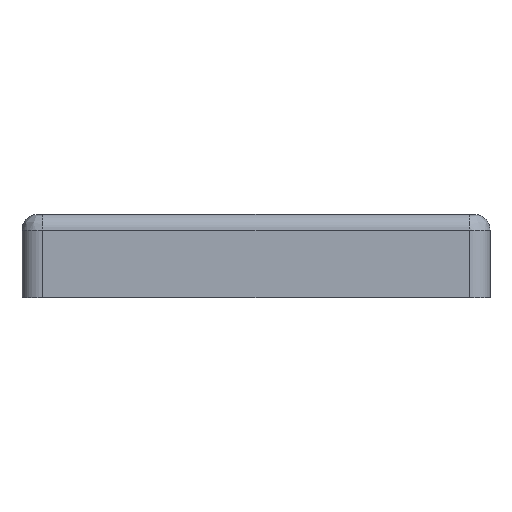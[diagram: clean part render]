
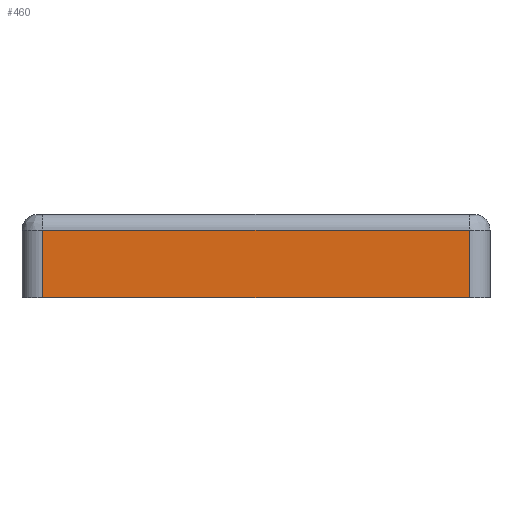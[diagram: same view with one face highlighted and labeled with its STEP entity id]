
A CAD part, front view. The second image highlights one B-rep face of the part: STEP entity #460.
In plain terms, the highlighted planar face has unit normal (0, -1, 0).
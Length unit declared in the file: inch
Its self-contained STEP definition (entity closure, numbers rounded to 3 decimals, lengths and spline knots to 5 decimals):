
#28 = VECTOR ( 'NONE', #7764, 39.37008 ) ;
#148 = CARTESIAN_POINT ( 'NONE',  ( -1.61417, -1.77165, 0.51181 ) ) ;
#295 = VERTEX_POINT ( 'NONE', #3698 ) ;
#460 = ADVANCED_FACE ( 'NONE', ( #3694 ), #920, .F. ) ;
#483 = CARTESIAN_POINT ( 'NONE',  ( -1.77165, -1.77165, 0.62992 ) ) ;
#920 = PLANE ( 'NONE',  #10699 ) ;
#1167 = EDGE_CURVE ( 'NONE', #8953, #295, #2293, .T. ) ;
#1792 = DIRECTION ( 'NONE',  ( 0., 0., -1. ) ) ;
#2293 = LINE ( 'NONE', #3421, #6714 ) ;
#2817 = CARTESIAN_POINT ( 'NONE',  ( -1.77165, -1.77165, 0. ) ) ;
#2871 = VECTOR ( 'NONE', #1792, 39.37008 ) ;
#3128 = LINE ( 'NONE', #7599, #2871 ) ;
#3311 = EDGE_CURVE ( 'NONE', #5507, #8953, #9279, .T. ) ;
#3421 = CARTESIAN_POINT ( 'NONE',  ( -1.77165, -1.77165, 0.51181 ) ) ;
#3577 = ORIENTED_EDGE ( 'NONE', *, *, #9580, .F. ) ;
#3649 = DIRECTION ( 'NONE',  ( 1., 0., 0. ) ) ;
#3694 = FACE_OUTER_BOUND ( 'NONE', #5575, .T. ) ;
#3698 = CARTESIAN_POINT ( 'NONE',  ( 1.61417, -1.77165, 0.51181 ) ) ;
#4881 = VECTOR ( 'NONE', #5999, 39.37008 ) ;
#5507 = VERTEX_POINT ( 'NONE', #5539 ) ;
#5522 = VERTEX_POINT ( 'NONE', #6942 ) ;
#5539 = CARTESIAN_POINT ( 'NONE',  ( -1.61417, -1.77165, 0. ) ) ;
#5575 = EDGE_LOOP ( 'NONE', ( #6617, #8101, #5815, #3577 ) ) ;
#5815 = ORIENTED_EDGE ( 'NONE', *, *, #7096, .F. ) ;
#5914 = CARTESIAN_POINT ( 'NONE',  ( -1.61417, -1.77165, 0.62992 ) ) ;
#5999 = DIRECTION ( 'NONE',  ( 0., 0., 1. ) ) ;
#6617 = ORIENTED_EDGE ( 'NONE', *, *, #1167, .F. ) ;
#6714 = VECTOR ( 'NONE', #3649, 39.37008 ) ;
#6924 = LINE ( 'NONE', #2817, #28 ) ;
#6942 = CARTESIAN_POINT ( 'NONE',  ( 1.61417, -1.77165, 0. ) ) ;
#7096 = EDGE_CURVE ( 'NONE', #5522, #5507, #6924, .T. ) ;
#7599 = CARTESIAN_POINT ( 'NONE',  ( 1.61417, -1.77165, 0.62992 ) ) ;
#7764 = DIRECTION ( 'NONE',  ( -1., 0., 0. ) ) ;
#8101 = ORIENTED_EDGE ( 'NONE', *, *, #3311, .F. ) ;
#8953 = VERTEX_POINT ( 'NONE', #148 ) ;
#9279 = LINE ( 'NONE', #5914, #4881 ) ;
#9580 = EDGE_CURVE ( 'NONE', #295, #5522, #3128, .T. ) ;
#10091 = DIRECTION ( 'NONE',  ( 0., 1., 0. ) ) ;
#10101 = DIRECTION ( 'NONE',  ( 0., 0., 1. ) ) ;
#10699 = AXIS2_PLACEMENT_3D ( 'NONE', #483, #10091, #10101 ) ;
